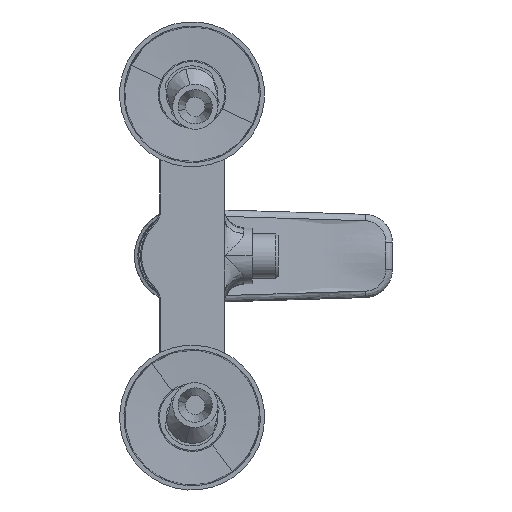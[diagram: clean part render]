
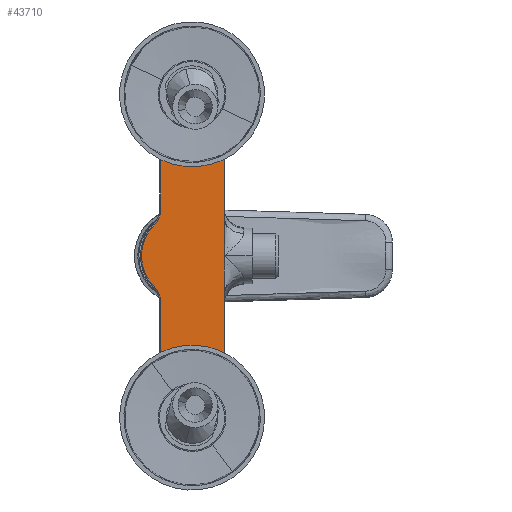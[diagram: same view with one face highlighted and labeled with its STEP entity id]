
A CAD part, left-side view. The second image highlights one B-rep face of the part: STEP entity #43710.
In plain terms, the highlighted planar face has unit normal (-1, 0, 0).
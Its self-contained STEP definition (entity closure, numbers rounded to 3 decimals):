
#165 = CARTESIAN_POINT ( 'NONE',  ( -48.92, 36.842, -89.5 ) ) ;
#243 = VERTEX_POINT ( 'NONE', #11701 ) ;
#585 = DIRECTION ( 'NONE',  ( 0., 0., -1. ) ) ;
#626 = DIRECTION ( 'NONE',  ( 0., 0., -1. ) ) ;
#761 = VECTOR ( 'NONE', #30550, 1000. ) ;
#1017 = CARTESIAN_POINT ( 'NONE',  ( -48.92, 36.842, -21.84 ) ) ;
#1168 = CIRCLE ( 'NONE', #15120, 10.5 ) ;
#1172 = CARTESIAN_POINT ( 'NONE',  ( -48.92, 22.342, 89.5 ) ) ;
#1538 = EDGE_CURVE ( 'NONE', #26397, #49636, #42277, .T. ) ;
#1655 = DIRECTION ( 'NONE',  ( 0., 0., -1. ) ) ;
#2696 = AXIS2_PLACEMENT_3D ( 'NONE', #24801, #20384, #37118 ) ;
#3083 = VECTOR ( 'NONE', #43045, 1000. ) ;
#3456 = CARTESIAN_POINT ( 'NONE',  ( -48.92, 22.342, 85.513 ) ) ;
#3711 = CARTESIAN_POINT ( 'NONE',  ( -48.92, 7.342, 0. ) ) ;
#3723 = LINE ( 'NONE', #31607, #47702 ) ;
#4246 = CARTESIAN_POINT ( 'NONE',  ( -48.92, 22.342, -65.013 ) ) ;
#5030 = LINE ( 'NONE', #29274, #47751 ) ;
#5617 = LINE ( 'NONE', #21390, #9589 ) ;
#5905 = AXIS2_PLACEMENT_3D ( 'NONE', #48020, #39764, #14419 ) ;
#6699 = CARTESIAN_POINT ( 'NONE',  ( -48.92, 36.842, 0. ) ) ;
#8417 = CIRCLE ( 'NONE', #24914, 10.25 ) ;
#9219 = ORIENTED_EDGE ( 'NONE', *, *, #18438, .T. ) ;
#9589 = VECTOR ( 'NONE', #626, 1000. ) ;
#10808 = EDGE_CURVE ( 'NONE', #42402, #33388, #36170, .T. ) ;
#10998 = VERTEX_POINT ( 'NONE', #17670 ) ;
#11701 = CARTESIAN_POINT ( 'NONE',  ( -48.92, 36.842, 89.5 ) ) ;
#13935 = VERTEX_POINT ( 'NONE', #165 ) ;
#14159 = CARTESIAN_POINT ( 'NONE',  ( -48.92, 22.342, -75.263 ) ) ;
#14419 = DIRECTION ( 'NONE',  ( 0., 0., -1. ) ) ;
#14613 = EDGE_LOOP ( 'NONE', ( #9219, #28584, #30937, #43252, #15798, #38397, #31668, #48397, #41879, #25271, #20588 ) ) ;
#15020 = AXIS2_PLACEMENT_3D ( 'NONE', #20977, #54245, #50015 ) ;
#15120 = AXIS2_PLACEMENT_3D ( 'NONE', #33711, #20850, #46730 ) ;
#15138 = EDGE_CURVE ( 'NONE', #28573, #43548, #1168, .T. ) ;
#15313 = ORIENTED_EDGE ( 'NONE', *, *, #37727, .T. ) ;
#15798 = ORIENTED_EDGE ( 'NONE', *, *, #1538, .F. ) ;
#17221 = CARTESIAN_POINT ( 'NONE',  ( -48.92, 39.891, -14.443 ) ) ;
#17670 = CARTESIAN_POINT ( 'NONE',  ( -48.92, 36.842, 21.84 ) ) ;
#17861 = CARTESIAN_POINT ( 'NONE',  ( -48.92, 25.342, 0. ) ) ;
#18351 = CIRCLE ( 'NONE', #2696, 10.25 ) ;
#18438 = EDGE_CURVE ( 'NONE', #43548, #13935, #5030, .T. ) ;
#18896 = EDGE_LOOP ( 'NONE', ( #26606, #26600 ) ) ;
#18938 = EDGE_CURVE ( 'NONE', #13935, #21691, #25422, .T. ) ;
#19424 = VERTEX_POINT ( 'NONE', #39539 ) ;
#19647 = EDGE_CURVE ( 'NONE', #38553, #26397, #3723, .T. ) ;
#19676 = CARTESIAN_POINT ( 'NONE',  ( -48.92, 7.342, 90. ) ) ;
#20384 = DIRECTION ( 'NONE',  ( 1., 0., 0. ) ) ;
#20588 = ORIENTED_EDGE ( 'NONE', *, *, #15138, .T. ) ;
#20827 = CARTESIAN_POINT ( 'NONE',  ( -48.92, 22.342, -85.513 ) ) ;
#20850 = DIRECTION ( 'NONE',  ( 1., 0., 0. ) ) ;
#20977 = CARTESIAN_POINT ( 'NONE',  ( -48.92, 47.342, 21.84 ) ) ;
#21348 = DIRECTION ( 'NONE',  ( -1., 0., 0. ) ) ;
#21390 = CARTESIAN_POINT ( 'NONE',  ( -48.92, 7.342, 90. ) ) ;
#21691 = VERTEX_POINT ( 'NONE', #40163 ) ;
#22486 = VECTOR ( 'NONE', #24370, 1000. ) ;
#23414 = EDGE_CURVE ( 'NONE', #49636, #39351, #5617, .T. ) ;
#24370 = DIRECTION ( 'NONE',  ( 0., 0., -1. ) ) ;
#24801 = CARTESIAN_POINT ( 'NONE',  ( -48.92, 22.342, -75.263 ) ) ;
#24863 = EDGE_LOOP ( 'NONE', ( #43405, #15313 ) ) ;
#24914 = AXIS2_PLACEMENT_3D ( 'NONE', #51701, #38861, #26332 ) ;
#25271 = ORIENTED_EDGE ( 'NONE', *, *, #41402, .T. ) ;
#25376 = DIRECTION ( 'NONE',  ( 0., 0., -1. ) ) ;
#25422 = LINE ( 'NONE', #51662, #3083 ) ;
#26081 = FACE_OUTER_BOUND ( 'NONE', #14613, .T. ) ;
#26332 = DIRECTION ( 'NONE',  ( 0., 0., -1. ) ) ;
#26397 = VERTEX_POINT ( 'NONE', #53515 ) ;
#26600 = ORIENTED_EDGE ( 'NONE', *, *, #40222, .T. ) ;
#26606 = ORIENTED_EDGE ( 'NONE', *, *, #10808, .T. ) ;
#26782 = DIRECTION ( 'NONE',  ( 1., 0., 0. ) ) ;
#27027 = CIRCLE ( 'NONE', #15020, 10.5 ) ;
#27385 = LINE ( 'NONE', #6699, #48446 ) ;
#27599 = PLANE ( 'NONE',  #5905 ) ;
#28084 = FACE_BOUND ( 'NONE', #24863, .T. ) ;
#28573 = VERTEX_POINT ( 'NONE', #17221 ) ;
#28584 = ORIENTED_EDGE ( 'NONE', *, *, #18938, .T. ) ;
#29274 = CARTESIAN_POINT ( 'NONE',  ( -48.92, 36.842, 0. ) ) ;
#29583 = CARTESIAN_POINT ( 'NONE',  ( -48.92, 22.342, 75.263 ) ) ;
#30550 = DIRECTION ( 'NONE',  ( 0., 1., 0. ) ) ;
#30937 = ORIENTED_EDGE ( 'NONE', *, *, #32363, .F. ) ;
#31607 = CARTESIAN_POINT ( 'NONE',  ( -48.92, 7.342, 90. ) ) ;
#31668 = ORIENTED_EDGE ( 'NONE', *, *, #52380, .T. ) ;
#31855 = EDGE_CURVE ( 'NONE', #38096, #50965, #35044, .T. ) ;
#32342 = LINE ( 'NONE', #49912, #22486 ) ;
#32363 = EDGE_CURVE ( 'NONE', #39351, #21691, #32342, .T. ) ;
#32406 = VECTOR ( 'NONE', #36027, 1000. ) ;
#33338 = DIRECTION ( 'NONE',  ( 0., 0., -1. ) ) ;
#33380 = CIRCLE ( 'NONE', #48881, 20.5 ) ;
#33388 = VERTEX_POINT ( 'NONE', #39615 ) ;
#33654 = DIRECTION ( 'NONE',  ( 1., 0., 0. ) ) ;
#33711 = CARTESIAN_POINT ( 'NONE',  ( -48.92, 47.342, -21.84 ) ) ;
#35044 = CIRCLE ( 'NONE', #35364, 10.25 ) ;
#35364 = AXIS2_PLACEMENT_3D ( 'NONE', #14159, #26782, #1655 ) ;
#35407 = CARTESIAN_POINT ( 'NONE',  ( -48.92, 7.342, 89.5 ) ) ;
#36027 = DIRECTION ( 'NONE',  ( 0., 0., -1. ) ) ;
#36170 = CIRCLE ( 'NONE', #46425, 10.25 ) ;
#37118 = DIRECTION ( 'NONE',  ( 0., 0., -1. ) ) ;
#37727 = EDGE_CURVE ( 'NONE', #50965, #38096, #18351, .T. ) ;
#38096 = VERTEX_POINT ( 'NONE', #4246 ) ;
#38397 = ORIENTED_EDGE ( 'NONE', *, *, #19647, .F. ) ;
#38553 = VERTEX_POINT ( 'NONE', #35407 ) ;
#38861 = DIRECTION ( 'NONE',  ( 1., 0., 0. ) ) ;
#39351 = VERTEX_POINT ( 'NONE', #46043 ) ;
#39359 = DIRECTION ( 'NONE',  ( 0., 0., -1. ) ) ;
#39539 = CARTESIAN_POINT ( 'NONE',  ( -48.92, 39.891, 14.443 ) ) ;
#39615 = CARTESIAN_POINT ( 'NONE',  ( -48.92, 22.342, 65.013 ) ) ;
#39764 = DIRECTION ( 'NONE',  ( 1., 0., 0. ) ) ;
#40163 = CARTESIAN_POINT ( 'NONE',  ( -48.92, 7.342, -89.5 ) ) ;
#40222 = EDGE_CURVE ( 'NONE', #33388, #42402, #8417, .T. ) ;
#40298 = DIRECTION ( 'NONE',  ( 0., 0., -1. ) ) ;
#40594 = FACE_BOUND ( 'NONE', #18896, .T. ) ;
#41402 = EDGE_CURVE ( 'NONE', #19424, #28573, #33380, .T. ) ;
#41518 = LINE ( 'NONE', #1172, #761 ) ;
#41879 = ORIENTED_EDGE ( 'NONE', *, *, #52899, .T. ) ;
#42277 = LINE ( 'NONE', #19676, #32406 ) ;
#42402 = VERTEX_POINT ( 'NONE', #3456 ) ;
#43045 = DIRECTION ( 'NONE',  ( 0., -1., 0. ) ) ;
#43252 = ORIENTED_EDGE ( 'NONE', *, *, #23414, .F. ) ;
#43405 = ORIENTED_EDGE ( 'NONE', *, *, #31855, .T. ) ;
#43548 = VERTEX_POINT ( 'NONE', #1017 ) ;
#43710 = ADVANCED_FACE ( 'NONE', ( #40594, #28084, #26081 ), #27599, .F. ) ;
#43722 = EDGE_CURVE ( 'NONE', #243, #10998, #27385, .T. ) ;
#46043 = CARTESIAN_POINT ( 'NONE',  ( -48.92, 7.342, -17.748 ) ) ;
#46425 = AXIS2_PLACEMENT_3D ( 'NONE', #29583, #33654, #25376 ) ;
#46730 = DIRECTION ( 'NONE',  ( 0., 0., -1. ) ) ;
#47702 = VECTOR ( 'NONE', #39359, 1000. ) ;
#47751 = VECTOR ( 'NONE', #33338, 1000. ) ;
#48020 = CARTESIAN_POINT ( 'NONE',  ( -48.92, 22.342, 0. ) ) ;
#48397 = ORIENTED_EDGE ( 'NONE', *, *, #43722, .T. ) ;
#48446 = VECTOR ( 'NONE', #40298, 1000. ) ;
#48881 = AXIS2_PLACEMENT_3D ( 'NONE', #17861, #21348, #585 ) ;
#49636 = VERTEX_POINT ( 'NONE', #3711 ) ;
#49912 = CARTESIAN_POINT ( 'NONE',  ( -48.92, 7.342, 90. ) ) ;
#50015 = DIRECTION ( 'NONE',  ( 0., 0., -1. ) ) ;
#50965 = VERTEX_POINT ( 'NONE', #20827 ) ;
#51662 = CARTESIAN_POINT ( 'NONE',  ( -48.92, 7.342, -89.5 ) ) ;
#51701 = CARTESIAN_POINT ( 'NONE',  ( -48.92, 22.342, 75.263 ) ) ;
#52380 = EDGE_CURVE ( 'NONE', #38553, #243, #41518, .T. ) ;
#52899 = EDGE_CURVE ( 'NONE', #10998, #19424, #27027, .T. ) ;
#53515 = CARTESIAN_POINT ( 'NONE',  ( -48.92, 7.342, 17.748 ) ) ;
#54245 = DIRECTION ( 'NONE',  ( 1., 0., 0. ) ) ;
